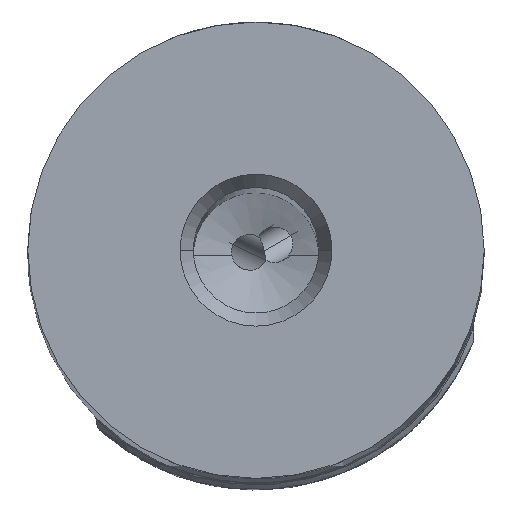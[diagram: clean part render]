
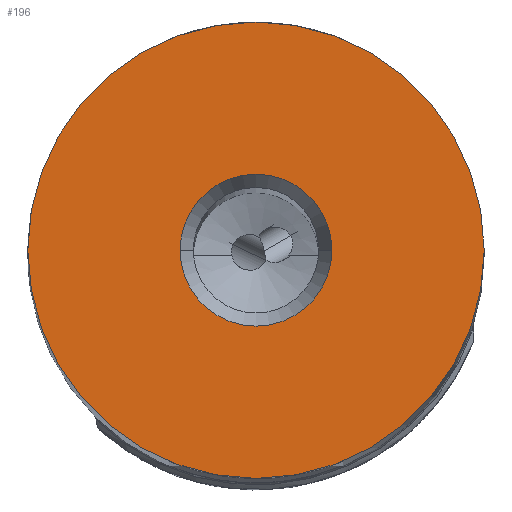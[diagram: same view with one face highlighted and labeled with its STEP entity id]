
A CAD part, top view. The second image highlights one B-rep face of the part: STEP entity #196.
In plain terms, the highlighted planar face has unit normal (0, 0, 1).
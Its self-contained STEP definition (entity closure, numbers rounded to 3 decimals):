
#77=FACE_BOUND('',#452,.T.);
#78=FACE_BOUND('',#453,.T.);
#107=PLANE('',#2120);
#196=ADVANCED_FACE('',(#77,#78),#107,.T.);
#452=EDGE_LOOP('',(#1315,#1316));
#453=EDGE_LOOP('',(#1317,#1318));
#822=CIRCLE('',#2107,20.);
#825=CIRCLE('',#2114,20.);
#826=CIRCLE('',#2118,6.655);
#827=CIRCLE('',#2119,6.655);
#1315=ORIENTED_EDGE('',*,*,#1835,.F.);
#1316=ORIENTED_EDGE('',*,*,#1827,.F.);
#1317=ORIENTED_EDGE('',*,*,#1840,.F.);
#1318=ORIENTED_EDGE('',*,*,#1841,.F.);
#1565=VERTEX_POINT('',#4285);
#1566=VERTEX_POINT('',#4287);
#1576=VERTEX_POINT('',#4313);
#1577=VERTEX_POINT('',#4314);
#1827=EDGE_CURVE('',#1565,#1566,#822,.T.);
#1835=EDGE_CURVE('',#1566,#1565,#825,.T.);
#1840=EDGE_CURVE('',#1576,#1577,#826,.T.);
#1841=EDGE_CURVE('',#1577,#1576,#827,.T.);
#2107=AXIS2_PLACEMENT_3D('',#4286,#2586,#2587);
#2114=AXIS2_PLACEMENT_3D('',#4302,#2603,#2604);
#2118=AXIS2_PLACEMENT_3D('',#4312,#2613,#2614);
#2119=AXIS2_PLACEMENT_3D('',#4315,#2615,#2616);
#2120=AXIS2_PLACEMENT_3D('',#4316,#2617,#2618);
#2586=DIRECTION('',(0.,0.,-1.));
#2587=DIRECTION('',(-1.,0.,0.));
#2603=DIRECTION('',(0.,0.,-1.));
#2604=DIRECTION('',(1.,0.,0.));
#2613=DIRECTION('',(0.,0.,1.));
#2614=DIRECTION('',(1.,0.,0.));
#2615=DIRECTION('',(0.,0.,1.));
#2616=DIRECTION('',(-1.,0.,0.));
#2617=DIRECTION('',(0.,0.,1.));
#2618=DIRECTION('',(1.,0.,0.));
#4285=CARTESIAN_POINT('',(-20.,0.,0.));
#4286=CARTESIAN_POINT('',(0.,0.,0.));
#4287=CARTESIAN_POINT('',(20.,0.,0.));
#4302=CARTESIAN_POINT('',(0.,0.,0.));
#4312=CARTESIAN_POINT('',(0.,0.,0.));
#4313=CARTESIAN_POINT('',(6.655,0.,0.));
#4314=CARTESIAN_POINT('',(-6.655,0.,0.));
#4315=CARTESIAN_POINT('',(0.,0.,0.));
#4316=CARTESIAN_POINT('',(0.,0.,0.));
